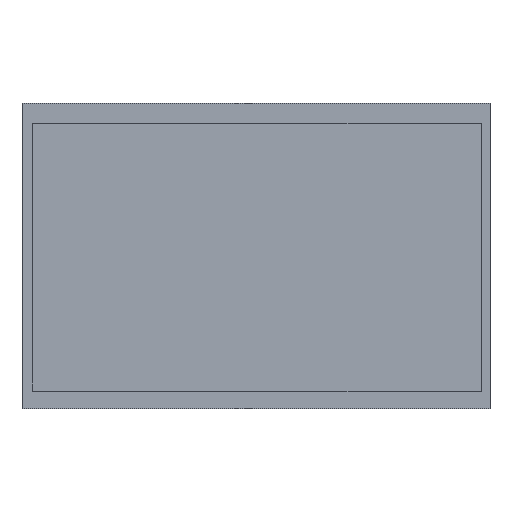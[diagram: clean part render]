
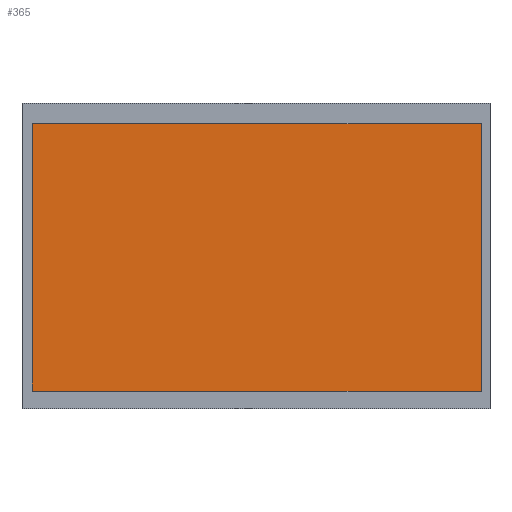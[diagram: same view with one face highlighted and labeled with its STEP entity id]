
A CAD part, top view. The second image highlights one B-rep face of the part: STEP entity #365.
In plain terms, the highlighted planar face has unit normal (0, 0, 1).
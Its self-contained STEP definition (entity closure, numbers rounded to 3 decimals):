
#21=FACE_OUTER_BOUND('',#45,.T.);
#45=EDGE_LOOP('',(#245,#246,#247,#248));
#69=LINE('',#532,#117);
#70=LINE('',#534,#118);
#71=LINE('',#536,#119);
#72=LINE('',#537,#120);
#117=VECTOR('',#434,10.);
#118=VECTOR('',#435,10.);
#119=VECTOR('',#436,10.);
#120=VECTOR('',#437,10.);
#165=VERTEX_POINT('',#530);
#166=VERTEX_POINT('',#531);
#167=VERTEX_POINT('',#533);
#168=VERTEX_POINT('',#535);
#197=EDGE_CURVE('',#165,#166,#69,.T.);
#198=EDGE_CURVE('',#167,#165,#70,.T.);
#199=EDGE_CURVE('',#168,#167,#71,.T.);
#200=EDGE_CURVE('',#166,#168,#72,.T.);
#245=ORIENTED_EDGE('',*,*,#197,.F.);
#246=ORIENTED_EDGE('',*,*,#198,.F.);
#247=ORIENTED_EDGE('',*,*,#199,.F.);
#248=ORIENTED_EDGE('',*,*,#200,.F.);
#341=PLANE('',#406);
#365=ADVANCED_FACE('',(#21),#341,.F.);
#406=AXIS2_PLACEMENT_3D('',#529,#432,#433);
#432=DIRECTION('center_axis',(0.,0.,-1.));
#433=DIRECTION('ref_axis',(-1.,0.,0.));
#434=DIRECTION('',(0.,1.,0.));
#435=DIRECTION('',(-1.,0.,0.));
#436=DIRECTION('',(0.,-1.,0.));
#437=DIRECTION('',(1.,0.,0.));
#529=CARTESIAN_POINT('Origin',(-479.592,53.6,1.75));
#530=CARTESIAN_POINT('',(-561.192,5.,1.75));
#531=CARTESIAN_POINT('',(-561.192,102.2,1.75));
#532=CARTESIAN_POINT('',(-561.192,77.9,1.75));
#533=CARTESIAN_POINT('',(-397.992,5.,1.75));
#534=CARTESIAN_POINT('',(-520.392,5.,1.75));
#535=CARTESIAN_POINT('',(-397.992,102.2,1.75));
#536=CARTESIAN_POINT('',(-397.992,29.3,1.75));
#537=CARTESIAN_POINT('',(-438.792,102.2,1.75));
